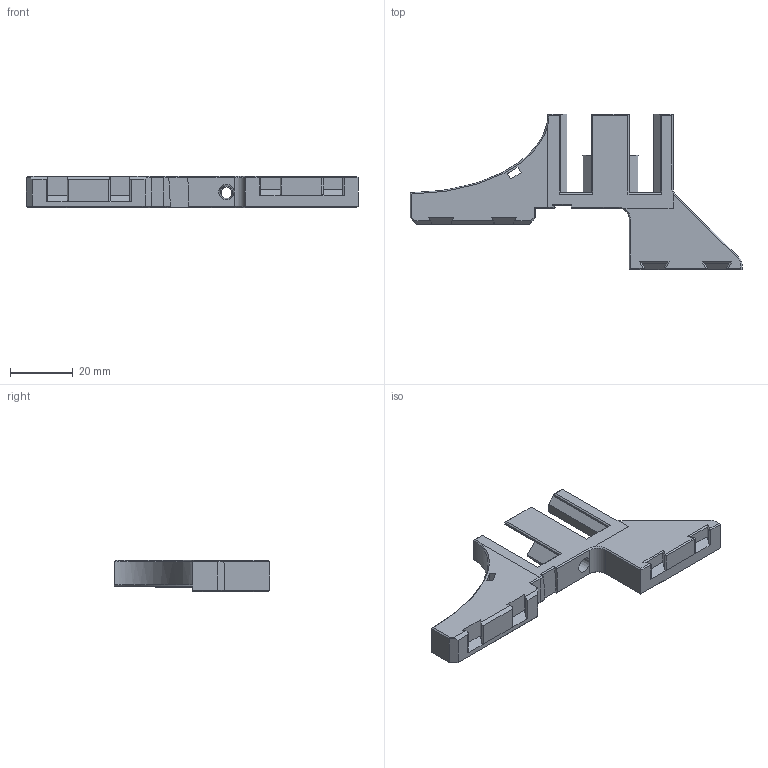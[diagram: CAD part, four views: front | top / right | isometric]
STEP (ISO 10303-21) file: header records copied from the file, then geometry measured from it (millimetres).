
FILE_DESCRIPTION(('FreeCAD Model'),'2;1');
FILE_NAME('Open CASCADE Shape Model','2025-09-01T09:42:56',(''),(''), 'Open CASCADE STEP processor 7.8','FreeCAD','Unknown');
FILE_SCHEMA(('AUTOMOTIVE_DESIGN { 1 0 10303 214 1 1 1 1 }'));
Length unit declared in the file: millimetre
Products named in the file (1): front_arm_slide_offseted
Bounding box: 106 x 49.5 x 10 mm (x, y, z)
Volume: 16917.2 mm3; surface area: 7830.1 mm2
Topology: 1 solids, 1 shells, 171 faces, 455 edges, 281 vertices
Faces by surface type: plane 133, cylinder 18, cone 10, bspline 9, extrusion 1
Entity records: 11861 total; most frequent: CARTESIAN_POINT 2866, DIRECTION 1632, VECTOR 1176, LINE 1175, ORIENTED_EDGE 902, PCURVE 902, DEFINITIONAL_REPRESENTATION 902, EDGE_CURVE 451
